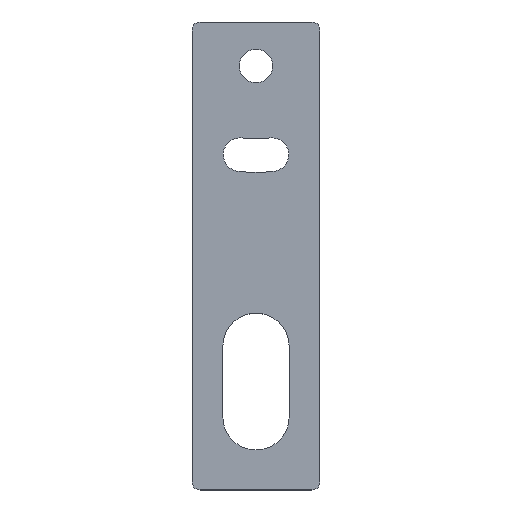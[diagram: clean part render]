
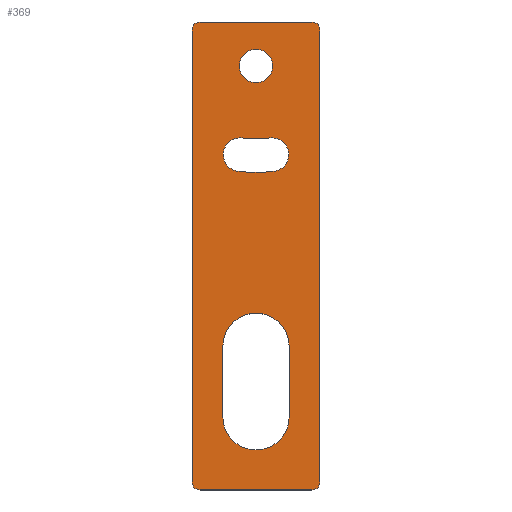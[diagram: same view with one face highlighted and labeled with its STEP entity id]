
A CAD part, top view. The second image highlights one B-rep face of the part: STEP entity #369.
In plain terms, the highlighted planar face has unit normal (0, 0, 1).
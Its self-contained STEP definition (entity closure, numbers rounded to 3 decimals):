
#18=FACE_BOUND('',#70,.T.);
#19=FACE_BOUND('',#71,.T.);
#20=FACE_BOUND('',#72,.T.);
#28=PLANE('',#430);
#47=FACE_OUTER_BOUND('',#69,.T.);
#69=EDGE_LOOP('',(#323,#324,#325,#326,#327,#328,#329,#330));
#70=EDGE_LOOP('',(#331,#332,#333,#334));
#71=EDGE_LOOP('',(#335));
#72=EDGE_LOOP('',(#336,#337,#338,#339));
#77=LINE('',#559,#106);
#85=LINE('',#597,#114);
#88=LINE('',#605,#117);
#97=LINE('',#638,#126);
#100=LINE('',#645,#129);
#101=LINE('',#647,#130);
#106=VECTOR('',#445,10.);
#114=VECTOR('',#481,10.);
#117=VECTOR('',#490,10.);
#126=VECTOR('',#529,10.);
#129=VECTOR('',#538,10.);
#130=VECTOR('',#541,10.);
#131=CIRCLE('',#391,1.);
#143=CIRCLE('',#406,1.);
#144=CIRCLE('',#409,1.);
#145=CIRCLE('',#412,1.);
#146=CIRCLE('',#414,2.1);
#147=CIRCLE('',#416,14.6);
#148=CIRCLE('',#418,2.1);
#149=CIRCLE('',#420,18.8);
#150=CIRCLE('',#422,2.1);
#151=CIRCLE('',#424,4.15);
#152=CIRCLE('',#427,4.15);
#153=VERTEX_POINT('',#546);
#154=VERTEX_POINT('',#547);
#158=VERTEX_POINT('',#557);
#173=VERTEX_POINT('',#591);
#174=VERTEX_POINT('',#595);
#175=VERTEX_POINT('',#599);
#176=VERTEX_POINT('',#600);
#177=VERTEX_POINT('',#607);
#178=VERTEX_POINT('',#611);
#179=VERTEX_POINT('',#612);
#180=VERTEX_POINT('',#617);
#181=VERTEX_POINT('',#621);
#182=VERTEX_POINT('',#627);
#183=VERTEX_POINT('',#631);
#184=VERTEX_POINT('',#632);
#185=VERTEX_POINT('',#637);
#186=VERTEX_POINT('',#641);
#187=EDGE_CURVE('',#153,#154,#131,.T.);
#193=EDGE_CURVE('',#158,#153,#77,.T.);
#209=EDGE_CURVE('',#173,#158,#143,.T.);
#212=EDGE_CURVE('',#174,#173,#85,.T.);
#213=EDGE_CURVE('',#175,#176,#144,.T.);
#216=EDGE_CURVE('',#154,#175,#88,.T.);
#217=EDGE_CURVE('',#177,#174,#145,.T.);
#219=EDGE_CURVE('',#178,#179,#146,.T.);
#222=EDGE_CURVE('',#180,#178,#147,.T.);
#224=EDGE_CURVE('',#181,#180,#148,.T.);
#226=EDGE_CURVE('',#179,#181,#149,.T.);
#227=EDGE_CURVE('',#182,#182,#150,.T.);
#229=EDGE_CURVE('',#183,#184,#151,.T.);
#232=EDGE_CURVE('',#185,#183,#97,.T.);
#234=EDGE_CURVE('',#186,#185,#152,.T.);
#236=EDGE_CURVE('',#184,#186,#100,.T.);
#237=EDGE_CURVE('',#176,#177,#101,.T.);
#323=ORIENTED_EDGE('',*,*,#187,.F.);
#324=ORIENTED_EDGE('',*,*,#193,.F.);
#325=ORIENTED_EDGE('',*,*,#209,.F.);
#326=ORIENTED_EDGE('',*,*,#212,.F.);
#327=ORIENTED_EDGE('',*,*,#217,.F.);
#328=ORIENTED_EDGE('',*,*,#237,.F.);
#329=ORIENTED_EDGE('',*,*,#213,.F.);
#330=ORIENTED_EDGE('',*,*,#216,.F.);
#331=ORIENTED_EDGE('',*,*,#219,.T.);
#332=ORIENTED_EDGE('',*,*,#226,.T.);
#333=ORIENTED_EDGE('',*,*,#224,.T.);
#334=ORIENTED_EDGE('',*,*,#222,.T.);
#335=ORIENTED_EDGE('',*,*,#227,.T.);
#336=ORIENTED_EDGE('',*,*,#229,.T.);
#337=ORIENTED_EDGE('',*,*,#236,.T.);
#338=ORIENTED_EDGE('',*,*,#234,.T.);
#339=ORIENTED_EDGE('',*,*,#232,.T.);
#369=ADVANCED_FACE('',(#47,#18,#19,#20),#28,.T.);
#391=AXIS2_PLACEMENT_3D('',#548,#435,#436);
#406=AXIS2_PLACEMENT_3D('',#592,#475,#476);
#409=AXIS2_PLACEMENT_3D('',#601,#484,#485);
#412=AXIS2_PLACEMENT_3D('',#608,#493,#494);
#414=AXIS2_PLACEMENT_3D('',#613,#498,#499);
#416=AXIS2_PLACEMENT_3D('',#618,#504,#505);
#418=AXIS2_PLACEMENT_3D('',#622,#509,#510);
#420=AXIS2_PLACEMENT_3D('',#625,#514,#515);
#422=AXIS2_PLACEMENT_3D('',#628,#518,#519);
#424=AXIS2_PLACEMENT_3D('',#633,#523,#524);
#427=AXIS2_PLACEMENT_3D('',#642,#533,#534);
#430=AXIS2_PLACEMENT_3D('',#648,#542,#543);
#435=DIRECTION('center_axis',(0.,0.,-1.));
#436=DIRECTION('ref_axis',(-0.707,0.707,0.));
#445=DIRECTION('',(0.,1.,0.));
#475=DIRECTION('center_axis',(0.,0.,-1.));
#476=DIRECTION('ref_axis',(-0.707,-0.707,0.));
#481=DIRECTION('',(-1.,0.,0.));
#484=DIRECTION('center_axis',(0.,0.,-1.));
#485=DIRECTION('ref_axis',(0.707,0.707,0.));
#490=DIRECTION('',(1.,0.,0.));
#493=DIRECTION('center_axis',(0.,0.,-1.));
#494=DIRECTION('ref_axis',(0.707,-0.707,0.));
#498=DIRECTION('center_axis',(0.,0.,-1.));
#499=DIRECTION('ref_axis',(0.12,-0.993,0.));
#504=DIRECTION('center_axis',(0.,0.,1.));
#505=DIRECTION('ref_axis',(0.12,0.993,0.));
#509=DIRECTION('center_axis',(0.,0.,-1.));
#510=DIRECTION('ref_axis',(0.12,0.993,0.));
#514=DIRECTION('center_axis',(0.,0.,-1.));
#515=DIRECTION('ref_axis',(-0.12,-0.993,0.));
#518=DIRECTION('center_axis',(0.,0.,-1.));
#519=DIRECTION('ref_axis',(-1.,0.,0.));
#523=DIRECTION('center_axis',(0.,0.,-1.));
#524=DIRECTION('ref_axis',(-1.,0.,0.));
#529=DIRECTION('',(0.,-1.,0.));
#533=DIRECTION('center_axis',(0.,0.,-1.));
#534=DIRECTION('ref_axis',(1.,0.,0.));
#538=DIRECTION('',(0.,1.,0.));
#541=DIRECTION('',(0.,-1.,0.));
#542=DIRECTION('center_axis',(0.,0.,1.));
#543=DIRECTION('ref_axis',(1.,0.,0.));
#546=CARTESIAN_POINT('',(-8.,28.25,1.5));
#547=CARTESIAN_POINT('',(-7.,29.25,1.5));
#548=CARTESIAN_POINT('Origin',(-7.,28.25,1.5));
#557=CARTESIAN_POINT('',(-8.,-28.25,1.5));
#559=CARTESIAN_POINT('',(-8.,-29.25,1.5));
#591=CARTESIAN_POINT('',(-7.,-29.25,1.5));
#592=CARTESIAN_POINT('Origin',(-7.,-28.25,1.5));
#595=CARTESIAN_POINT('',(7.,-29.25,1.5));
#597=CARTESIAN_POINT('',(8.,-29.25,1.5));
#599=CARTESIAN_POINT('',(7.,29.25,1.5));
#600=CARTESIAN_POINT('',(8.,28.25,1.5));
#601=CARTESIAN_POINT('Origin',(7.,28.25,1.5));
#605=CARTESIAN_POINT('',(-8.,29.25,1.5));
#607=CARTESIAN_POINT('',(8.,-28.25,1.5));
#608=CARTESIAN_POINT('Origin',(7.,-28.25,1.5));
#611=CARTESIAN_POINT('',(1.749,14.755,1.5));
#612=CARTESIAN_POINT('',(2.251,10.585,1.5));
#613=CARTESIAN_POINT('Origin',(2.,12.67,1.5));
#617=CARTESIAN_POINT('',(-1.749,14.755,1.5));
#618=CARTESIAN_POINT('Origin',(0.,29.25,1.5));
#621=CARTESIAN_POINT('',(-2.251,10.585,1.5));
#622=CARTESIAN_POINT('Origin',(-2.,12.67,1.5));
#625=CARTESIAN_POINT('Origin',(0.,29.25,1.5));
#627=CARTESIAN_POINT('',(2.1,23.75,1.5));
#628=CARTESIAN_POINT('Origin',(0.,23.75,1.5));
#631=CARTESIAN_POINT('',(4.15,-20.1,1.5));
#632=CARTESIAN_POINT('',(-4.15,-20.1,1.5));
#633=CARTESIAN_POINT('Origin',(0.,-20.1,1.5));
#637=CARTESIAN_POINT('',(4.15,-11.3,1.5));
#638=CARTESIAN_POINT('',(4.15,-5.65,1.5));
#641=CARTESIAN_POINT('',(-4.15,-11.3,1.5));
#642=CARTESIAN_POINT('Origin',(0.,-11.3,1.5));
#645=CARTESIAN_POINT('',(-4.15,-10.05,1.5));
#647=CARTESIAN_POINT('',(8.,29.25,1.5));
#648=CARTESIAN_POINT('Origin',(0.,0.,
1.5));
